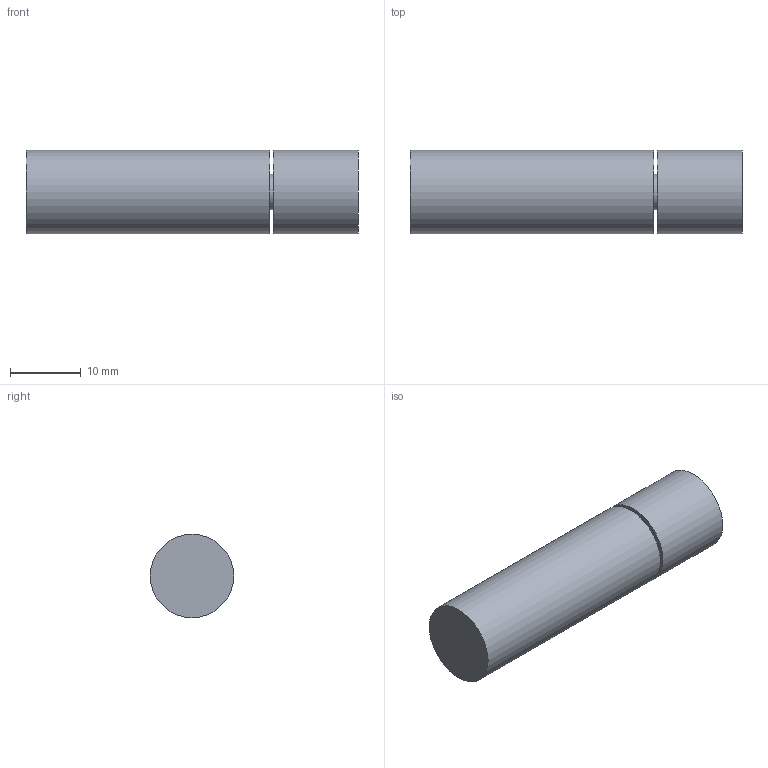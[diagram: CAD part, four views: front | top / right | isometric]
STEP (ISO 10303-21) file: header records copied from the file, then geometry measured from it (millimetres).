
FILE_DESCRIPTION(/* description */ (''),/* implementation_level */ '2;1');
FILE_NAME(/* name */ 'Invis_Mx2_Verbinder_35mm_mit_Eindrehmutter_14mm.stp',/* time_stamp */ '2021-08-19T10:29:13+02:00',/* author */ ('matthiask'),/* organization */ (''),/* preprocessor_version */ 'ST-DEVELOPER v18',/* originating_system */ 'Autodesk Inventor 2020',/* authorisation */ '');
FILE_SCHEMA (('AUTOMOTIVE_DESIGN { 1 0 10303 214 3 1 1 }'));
Length unit declared in the file: millimetre
Products named in the file (3): Invis_Mx2_Verbinder_35mm_mit_Eindrehmutter_14mm; Invis_Mx2_Verbinder_35mmm; Invis_Mx2_Eindrehmutter_14mm
Assembly tree (2 placements, depth 2):
  Invis_Mx2_Verbinder_35mm_mit_Eindrehmutter_14mm
    Invis_Mx2_Verbinder_35mmm
    Invis_Mx2_Eindrehmutter_14mm
Bounding box: 47 x 11.8 x 11.8 mm (x, y, z)
Volume: 5006.6 mm3; surface area: 2436.1 mm2
Topology: 2 solids, 2 shells, 9 faces, 20 edges, 16 vertices
Faces by surface type: plane 5, cylinder 4
Full cylindrical faces by diameter (mm): 5 x2, 11.8 x2
Entity records: 383 total; most frequent: DIRECTION 64, CARTESIAN_POINT 50, ORIENTED_EDGE 40, AXIS2_PLACEMENT_3D 30, EDGE_CURVE 20, CIRCLE 16, VERTEX_POINT 16, EDGE_LOOP 12
